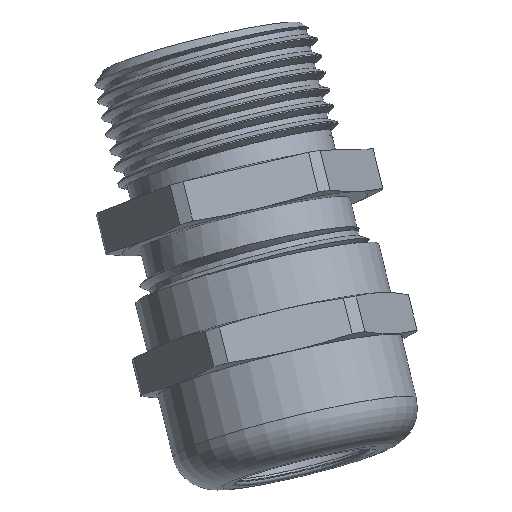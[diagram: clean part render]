
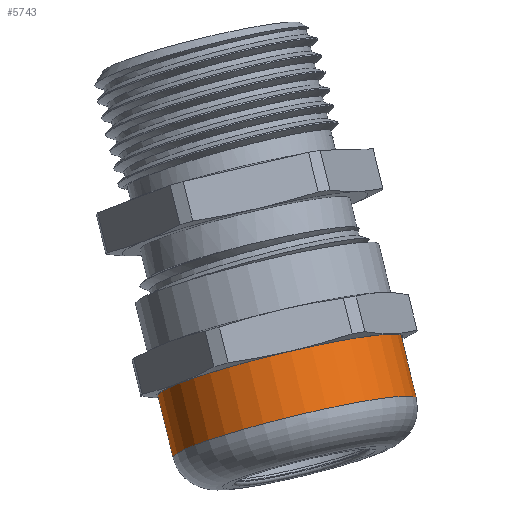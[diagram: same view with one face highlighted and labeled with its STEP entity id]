
A CAD part, left-side view. The second image highlights one B-rep face of the part: STEP entity #5743.
In plain terms, the highlighted cylindrical face has radius 10.87 mm (diameter 21.74 mm), a full revolution.
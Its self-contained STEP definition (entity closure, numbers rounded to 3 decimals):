
#1187=FACE_BOUND('',#1906,.T.);
#1517=FACE_OUTER_BOUND('',#1905,.T.);
#1905=EDGE_LOOP('',(#5319));
#1906=EDGE_LOOP('',(#5320));
#2225=CIRCLE('',#6489,10.87);
#2232=CIRCLE('',#6503,10.87);
#2795=VERTEX_POINT('',#14557);
#2802=VERTEX_POINT('',#14578);
#3635=EDGE_CURVE('',#2795,#2795,#2225,.T.);
#3642=EDGE_CURVE('',#2802,#2802,#2232,.T.);
#5319=ORIENTED_EDGE('',*,*,#3642,.T.);
#5320=ORIENTED_EDGE('',*,*,#3635,.F.);
#5413=CYLINDRICAL_SURFACE('',#6504,10.87);
#5743=ADVANCED_FACE('',(#1517,#1187),#5413,.T.);
#6489=AXIS2_PLACEMENT_3D('',#14558,#8157,#8158);
#6503=AXIS2_PLACEMENT_3D('',#14579,#8185,#8186);
#6504=AXIS2_PLACEMENT_3D('',#14580,#8187,#8188);
#8157=DIRECTION('center_axis',(1.,0.,0.));
#8158=DIRECTION('ref_axis',(0.,0.,-1.));
#8185=DIRECTION('center_axis',(1.,0.,0.));
#8186=DIRECTION('ref_axis',(0.,0.,-1.));
#8187=DIRECTION('center_axis',(1.,0.,0.));
#8188=DIRECTION('ref_axis',(0.,1.,0.));
#14557=CARTESIAN_POINT('',(-8.25,10.87,0.));
#14558=CARTESIAN_POINT('Origin',(-8.25,0.,0.));
#14578=CARTESIAN_POINT('',(-13.8,10.87,0.));
#14579=CARTESIAN_POINT('Origin',(-13.8,0.,0.));
#14580=CARTESIAN_POINT('Origin',(-11.025,0.,0.));
